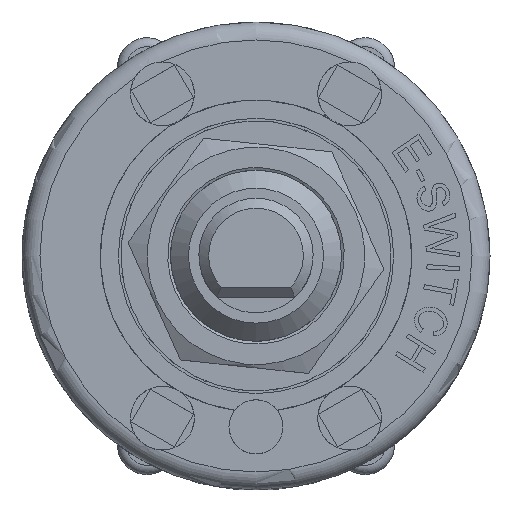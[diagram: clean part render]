
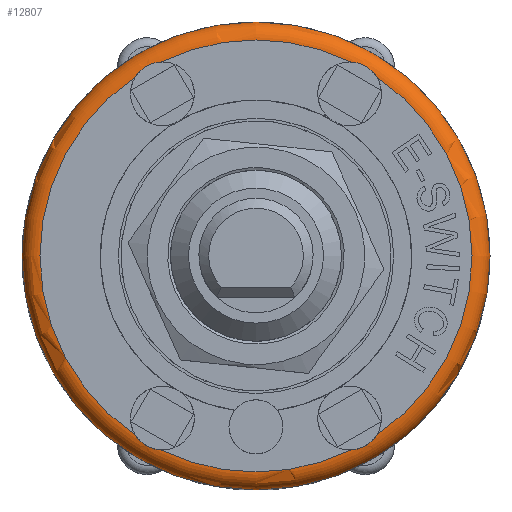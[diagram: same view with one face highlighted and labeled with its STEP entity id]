
A CAD part, top view. The second image highlights one B-rep face of the part: STEP entity #12807.
In plain terms, the highlighted toroidal (fillet/blend) face has major radius 12 mm and minor radius 1 mm.
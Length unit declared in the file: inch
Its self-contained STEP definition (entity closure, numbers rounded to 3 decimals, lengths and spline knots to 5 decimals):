
#26=TOROIDAL_SURFACE('',#13457,0.47244,0.03937);
#540=B_SPLINE_CURVE_WITH_KNOTS('',3,(#22152,#22153,#22154,#22155,#22156,
#22157,#22158,#22159,#22160,#22161,#22162,#22163),.UNSPECIFIED.,.F.,.F.,
(4,2,2,2,2,4),(-0.26924,-0.24463,-0.21597,
-0.19207,-0.16451,-0.13568),.UNSPECIFIED.);
#541=B_SPLINE_CURVE_WITH_KNOTS('',3,(#22175,#22176,#22177,#22178,#22179,
#22180,#22181,#22182,#22183,#22184,#22185,#22186),.UNSPECIFIED.,.F.,.F.,
(4,2,2,2,2,4),(-0.26924,-0.24463,-0.21597,
-0.19207,-0.16451,-0.13568),.UNSPECIFIED.);
#542=B_SPLINE_CURVE_WITH_KNOTS('',3,(#22203,#22204,#22205,#22206,#22207,
#22208,#22209,#22210,#22211,#22212,#22213,#22214),.UNSPECIFIED.,.F.,.F.,
(4,2,2,2,2,4),(-0.26924,-0.24463,-0.21597,
-0.19207,-0.16451,-0.13568),.UNSPECIFIED.);
#543=B_SPLINE_CURVE_WITH_KNOTS('',3,(#22236,#22237,#22238,#22239,#22240,
#22241,#22242,#22243,#22244,#22245,#22246,#22247),.UNSPECIFIED.,.F.,.F.,
(4,2,2,2,2,4),(-0.26924,-0.24463,-0.21597,
-0.19207,-0.16451,-0.13568),.UNSPECIFIED.);
#1761=FACE_OUTER_BOUND('',#2524,.T.);
#2524=EDGE_LOOP('',(#11802,#11803,#11804,#11805,#11806,#11807,#11808,#11809,
#11810,#11811,#11812,#11813));
#5344=CIRCLE('',#13410,0.51181);
#5371=CIRCLE('',#13458,0.03937);
#5372=CIRCLE('',#13459,0.47244);
#5373=CIRCLE('',#13460,0.47244);
#5374=CIRCLE('',#13461,0.47244);
#5375=CIRCLE('',#13462,0.47244);
#5376=CIRCLE('',#13463,0.47244);
#6547=VERTEX_POINT('',#22114);
#6555=VERTEX_POINT('',#22150);
#6556=VERTEX_POINT('',#22151);
#6559=VERTEX_POINT('',#22173);
#6560=VERTEX_POINT('',#22174);
#6565=VERTEX_POINT('',#22201);
#6566=VERTEX_POINT('',#22202);
#6573=VERTEX_POINT('',#22234);
#6574=VERTEX_POINT('',#22235);
#6577=VERTEX_POINT('',#22257);
#8334=EDGE_CURVE('',#6547,#6547,#5344,.T.);
#8352=EDGE_CURVE('',#6555,#6556,#540,.T.);
#8358=EDGE_CURVE('',#6559,#6560,#541,.T.);
#8366=EDGE_CURVE('',#6565,#6566,#542,.T.);
#8376=EDGE_CURVE('',#6573,#6574,#543,.T.);
#8382=EDGE_CURVE('',#6547,#6577,#5371,.T.);
#8383=EDGE_CURVE('',#6577,#6565,#5372,.T.);
#8384=EDGE_CURVE('',#6566,#6559,#5373,.T.);
#8385=EDGE_CURVE('',#6560,#6555,#5374,.T.);
#8386=EDGE_CURVE('',#6556,#6573,#5375,.T.);
#8387=EDGE_CURVE('',#6574,#6577,#5376,.T.);
#11802=ORIENTED_EDGE('',*,*,#8334,.T.);
#11803=ORIENTED_EDGE('',*,*,#8382,.T.);
#11804=ORIENTED_EDGE('',*,*,#8383,.T.);
#11805=ORIENTED_EDGE('',*,*,#8366,.T.);
#11806=ORIENTED_EDGE('',*,*,#8384,.T.);
#11807=ORIENTED_EDGE('',*,*,#8358,.T.);
#11808=ORIENTED_EDGE('',*,*,#8385,.T.);
#11809=ORIENTED_EDGE('',*,*,#8352,.T.);
#11810=ORIENTED_EDGE('',*,*,#8386,.T.);
#11811=ORIENTED_EDGE('',*,*,#8376,.T.);
#11812=ORIENTED_EDGE('',*,*,#8387,.T.);
#11813=ORIENTED_EDGE('',*,*,#8382,.F.);
#12807=ADVANCED_FACE('',(#1761),#26,.T.);
#13410=AXIS2_PLACEMENT_3D('',#22115,#15898,#15899);
#13457=AXIS2_PLACEMENT_3D('',#22256,#16009,#16010);
#13458=AXIS2_PLACEMENT_3D('',#22258,#16011,#16012);
#13459=AXIS2_PLACEMENT_3D('',#22259,#16013,#16014);
#13460=AXIS2_PLACEMENT_3D('',#22260,#16015,#16016);
#13461=AXIS2_PLACEMENT_3D('',#22261,#16017,#16018);
#13462=AXIS2_PLACEMENT_3D('',#22262,#16019,#16020);
#13463=AXIS2_PLACEMENT_3D('',#22263,#16021,#16022);
#15898=DIRECTION('center_axis',(0.,0.,1.));
#15899=DIRECTION('ref_axis',(-1.,0.,0.));
#16009=DIRECTION('center_axis',(0.,0.,-1.));
#16010=DIRECTION('ref_axis',(-1.,0.,0.));
#16011=DIRECTION('center_axis',(0.,-1.,0.));
#16012=DIRECTION('ref_axis',(1.,0.,0.));
#16013=DIRECTION('center_axis',(0.,0.,-1.));
#16014=DIRECTION('ref_axis',(-1.,0.,0.));
#16015=DIRECTION('center_axis',(0.,0.,-1.));
#16016=DIRECTION('ref_axis',(-1.,0.,0.));
#16017=DIRECTION('center_axis',(0.,0.,-1.));
#16018=DIRECTION('ref_axis',(-1.,0.,0.));
#16019=DIRECTION('center_axis',(0.,0.,-1.));
#16020=DIRECTION('ref_axis',(-1.,0.,0.));
#16021=DIRECTION('center_axis',(0.,0.,-1.));
#16022=DIRECTION('ref_axis',(-1.,0.,0.));
#22114=CARTESIAN_POINT('',(0.51181,0.,0.37402));
#22115=CARTESIAN_POINT('Origin',(0.,0.,0.37402));
#22150=CARTESIAN_POINT('',(-0.26379,0.39194,0.41339));
#22151=CARTESIAN_POINT('',(-0.20753,0.42442,0.41339));
#22152=CARTESIAN_POINT('Ctrl Pts',(-0.26379,0.39194,
0.41339));
#22153=CARTESIAN_POINT('Ctrl Pts',(-0.26165,0.39532,
0.41339));
#22154=CARTESIAN_POINT('Ctrl Pts',(-0.25918,0.39859,
0.41329));
#22155=CARTESIAN_POINT('Ctrl Pts',(-0.25306,0.40529,
0.41304));
#22156=CARTESIAN_POINT('Ctrl Pts',(-0.2494,0.40855,
0.4129));
#22157=CARTESIAN_POINT('Ctrl Pts',(-0.24211,0.41377,
0.41277));
#22158=CARTESIAN_POINT('Ctrl Pts',(-0.2386,0.41585,
0.41276));
#22159=CARTESIAN_POINT('Ctrl Pts',(-0.23069,0.41964,
0.41286));
#22160=CARTESIAN_POINT('Ctrl Pts',(-0.22626,0.42124,
0.41299));
#22161=CARTESIAN_POINT('Ctrl Pts',(-0.21694,0.42357,
0.41325));
#22162=CARTESIAN_POINT('Ctrl Pts',(-0.21219,0.42423,
0.41339));
#22163=CARTESIAN_POINT('Ctrl Pts',(-0.20753,0.42442,
0.41339));
#22173=CARTESIAN_POINT('',(-0.20753,-0.42442,0.41339));
#22174=CARTESIAN_POINT('',(-0.26379,-0.39194,0.41339));
#22175=CARTESIAN_POINT('Ctrl Pts',(-0.20753,-0.42442,
0.41339));
#22176=CARTESIAN_POINT('Ctrl Pts',(-0.21153,-0.42426,
0.41339));
#22177=CARTESIAN_POINT('Ctrl Pts',(-0.2156,-0.42375,
0.41329));
#22178=CARTESIAN_POINT('Ctrl Pts',(-0.22446,-0.42181,
0.41304));
#22179=CARTESIAN_POINT('Ctrl Pts',(-0.22911,-0.42026,
0.4129));
#22180=CARTESIAN_POINT('Ctrl Pts',(-0.23728,-0.41656,
0.41277));
#22181=CARTESIAN_POINT('Ctrl Pts',(-0.24084,-0.41456,
0.41276));
#22182=CARTESIAN_POINT('Ctrl Pts',(-0.24808,-0.4096,
0.41286));
#22183=CARTESIAN_POINT('Ctrl Pts',(-0.25168,-0.40656,
0.41299));
#22184=CARTESIAN_POINT('Ctrl Pts',(-0.25836,-0.39966,
0.41325));
#22185=CARTESIAN_POINT('Ctrl Pts',(-0.2613,-0.39588,
0.41339));
#22186=CARTESIAN_POINT('Ctrl Pts',(-0.26379,-0.39194,
0.41339));
#22201=CARTESIAN_POINT('',(0.26379,-0.39194,0.41339));
#22202=CARTESIAN_POINT('',(0.20753,-0.42442,0.41339));
#22203=CARTESIAN_POINT('Ctrl Pts',(0.26379,-0.39194,
0.41339));
#22204=CARTESIAN_POINT('Ctrl Pts',(0.26165,-0.39532,
0.41339));
#22205=CARTESIAN_POINT('Ctrl Pts',(0.25918,-0.39859,
0.41329));
#22206=CARTESIAN_POINT('Ctrl Pts',(0.25306,-0.40529,
0.41304));
#22207=CARTESIAN_POINT('Ctrl Pts',(0.2494,-0.40855,
0.4129));
#22208=CARTESIAN_POINT('Ctrl Pts',(0.24211,-0.41377,
0.41277));
#22209=CARTESIAN_POINT('Ctrl Pts',(0.2386,-0.41585,
0.41276));
#22210=CARTESIAN_POINT('Ctrl Pts',(0.23069,-0.41964,
0.41286));
#22211=CARTESIAN_POINT('Ctrl Pts',(0.22626,-0.42124,
0.41299));
#22212=CARTESIAN_POINT('Ctrl Pts',(0.21694,-0.42357,
0.41325));
#22213=CARTESIAN_POINT('Ctrl Pts',(0.21219,-0.42423,
0.41339));
#22214=CARTESIAN_POINT('Ctrl Pts',(0.20753,-0.42442,
0.41339));
#22234=CARTESIAN_POINT('',(0.20753,0.42442,0.41339));
#22235=CARTESIAN_POINT('',(0.26379,0.39194,0.41339));
#22236=CARTESIAN_POINT('Ctrl Pts',(0.20753,0.42442,0.41339));
#22237=CARTESIAN_POINT('Ctrl Pts',(0.21153,0.42426,
0.41339));
#22238=CARTESIAN_POINT('Ctrl Pts',(0.2156,0.42375,
0.41329));
#22239=CARTESIAN_POINT('Ctrl Pts',(0.22446,0.42181,0.41304));
#22240=CARTESIAN_POINT('Ctrl Pts',(0.22911,0.42026,
0.4129));
#22241=CARTESIAN_POINT('Ctrl Pts',(0.23728,0.41656,0.41277));
#22242=CARTESIAN_POINT('Ctrl Pts',(0.24084,0.41456,
0.41276));
#22243=CARTESIAN_POINT('Ctrl Pts',(0.24808,0.4096,
0.41286));
#22244=CARTESIAN_POINT('Ctrl Pts',(0.25168,0.40656,
0.41299));
#22245=CARTESIAN_POINT('Ctrl Pts',(0.25836,0.39966,
0.41325));
#22246=CARTESIAN_POINT('Ctrl Pts',(0.2613,0.39588,
0.41339));
#22247=CARTESIAN_POINT('Ctrl Pts',(0.26379,0.39194,
0.41339));
#22256=CARTESIAN_POINT('Origin',(0.,0.,0.37402));
#22257=CARTESIAN_POINT('',(0.47244,0.,0.41339));
#22258=CARTESIAN_POINT('Origin',(0.47244,0.,
0.37402));
#22259=CARTESIAN_POINT('Origin',(0.,0.,0.41339));
#22260=CARTESIAN_POINT('Origin',(0.,0.,0.41339));
#22261=CARTESIAN_POINT('Origin',(0.,0.,0.41339));
#22262=CARTESIAN_POINT('Origin',(0.,0.,0.41339));
#22263=CARTESIAN_POINT('Origin',(0.,0.,0.41339));
